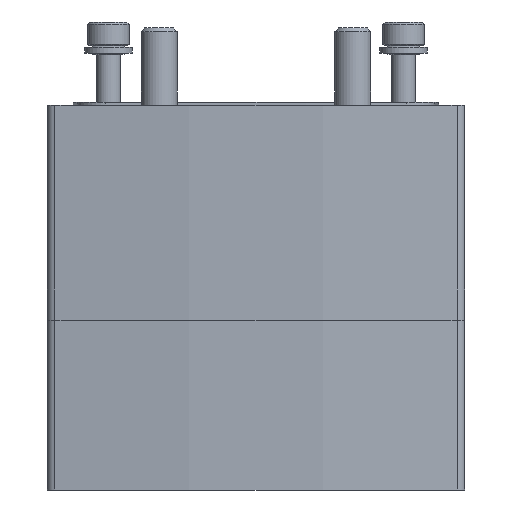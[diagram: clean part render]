
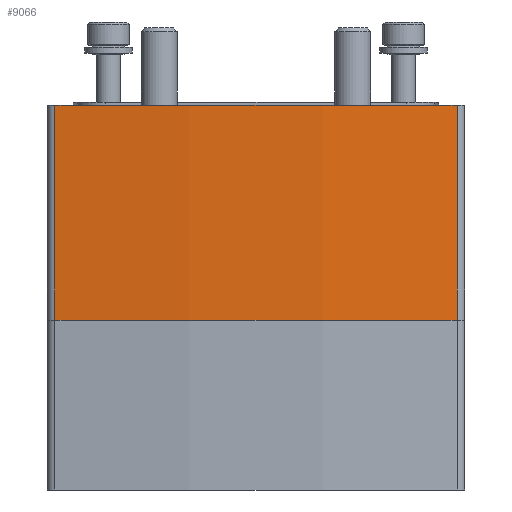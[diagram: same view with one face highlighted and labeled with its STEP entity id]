
A CAD part, front view. The second image highlights one B-rep face of the part: STEP entity #9066.
In plain terms, the highlighted cylindrical face has radius 230 mm (diameter 460 mm), a partial arc.
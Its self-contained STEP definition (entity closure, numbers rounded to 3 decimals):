
#549=LINE('',#14208,#1124);
#550=LINE('',#14210,#1125);
#1124=VECTOR('',#11271,1000.);
#1125=VECTOR('',#11274,1000.);
#2105=ORIENTED_EDGE('',*,*,#4626,.T.);
#2106=ORIENTED_EDGE('',*,*,#4638,.F.);
#2107=ORIENTED_EDGE('',*,*,#4565,.F.);
#2108=ORIENTED_EDGE('',*,*,#4637,.T.);
#4565=EDGE_CURVE('',#5830,#5831,#6723,.T.);
#4626=EDGE_CURVE('',#5885,#5884,#6754,.T.);
#4637=EDGE_CURVE('',#5830,#5885,#549,.T.);
#4638=EDGE_CURVE('',#5831,#5884,#550,.T.);
#5830=VERTEX_POINT('',#14064);
#5831=VERTEX_POINT('',#14066);
#5884=VERTEX_POINT('',#14185);
#5885=VERTEX_POINT('',#14187);
#6723=CIRCLE('',#9798,230.);
#6754=CIRCLE('',#9838,230.);
#7316=EDGE_LOOP('',(#2105,#2106,#2107,#2108));
#8095=FACE_BOUND('',#7316,.T.);
#8852=CYLINDRICAL_SURFACE('',#9849,230.);
#9066=ADVANCED_FACE('',(#8095),#8852,.T.);
#9798=AXIS2_PLACEMENT_3D('',#14065,#11136,#11137);
#9838=AXIS2_PLACEMENT_3D('',#14186,#11243,#11244);
#9849=AXIS2_PLACEMENT_3D('',#14209,#11272,#11273);
#11136=DIRECTION('',(0.,1.,0.));
#11137=DIRECTION('',(1.,0.,0.));
#11243=DIRECTION('',(0.,1.,0.));
#11244=DIRECTION('',(1.,0.,0.));
#11271=DIRECTION('',(0.,-1.,0.));
#11272=DIRECTION('',(0.,-1.,0.));
#11273=DIRECTION('',(0.,0.,-1.));
#11274=DIRECTION('',(0.,-1.,0.));
#14064=CARTESIAN_POINT('',(33.72,36.,-171.015));
#14065=CARTESIAN_POINT('',(0.,36.,56.5));
#14066=CARTESIAN_POINT('',(-33.72,36.,-171.015));
#14185=CARTESIAN_POINT('',(-33.72,0.,-171.015));
#14186=CARTESIAN_POINT('',(0.,0.,56.5));
#14187=CARTESIAN_POINT('',(33.72,0.,-171.015));
#14208=CARTESIAN_POINT('',(33.72,36.,-171.015));
#14209=CARTESIAN_POINT('',(0.,36.,56.5));
#14210=CARTESIAN_POINT('',(-33.72,36.,-171.015));
